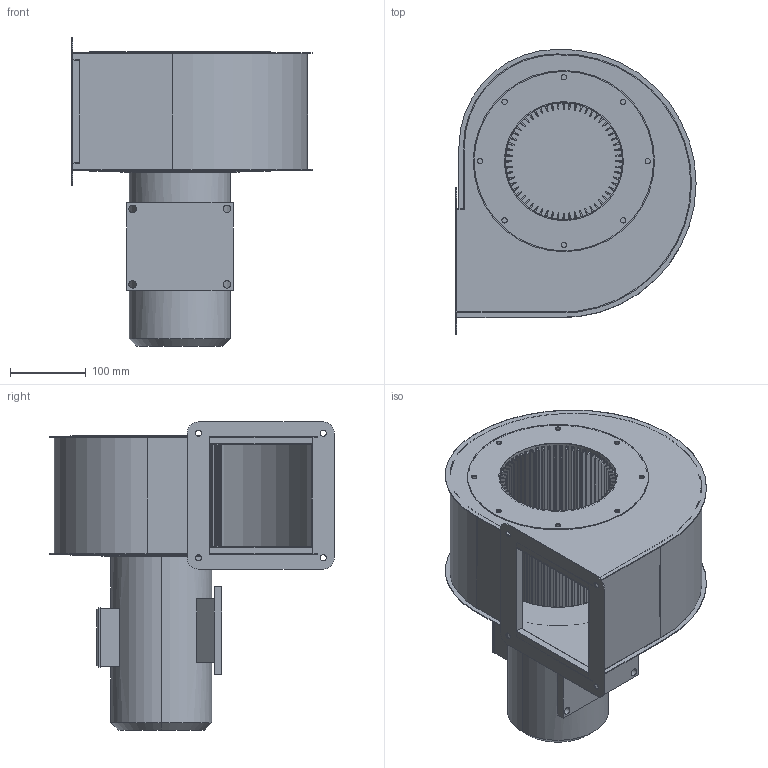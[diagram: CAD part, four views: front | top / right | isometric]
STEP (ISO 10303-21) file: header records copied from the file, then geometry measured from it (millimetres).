
FILE_DESCRIPTION (( 'STEP AP214' ), '1' );
FILE_NAME ('DIC_160.STEP', '2017-04-03T07:15:23', ( '' ), ( '' ), 'SwSTEP 2.0', 'SolidWorks 2016', '' );
FILE_SCHEMA (( 'AUTOMOTIVE_DESIGN' ));
Length unit declared in the file: millimetre
Products named in the file (1): DIC_160
Bounding box: 318.15 x 377.5 x 408.3 mm (x, y, z)
Volume: 4381860.6 mm3; surface area: 1125864.1 mm2
Topology: 1 solids, 1 shells, 1679 faces, 4081 edges, 2352 vertices
Faces by surface type: plane 666, cylinder 536, torus 209, sphere 146, bspline 120, cone 2
Entity records: 69201 total; most frequent: CARTESIAN_POINT 12781, DIRECTION 8412, ORIENTED_EDGE 7698, EDGE_CURVE 3849, AXIS2_PLACEMENT_3D 3263, VERTEX_POINT 2300, VECTOR 1886, LINE 1886
